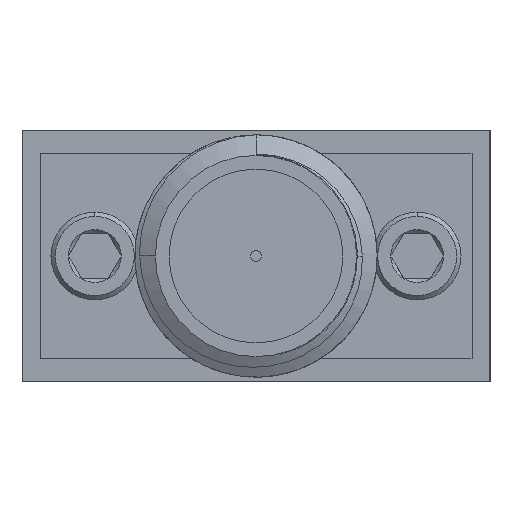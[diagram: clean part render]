
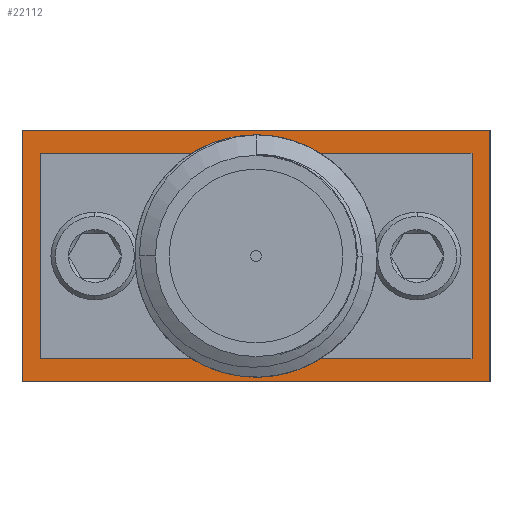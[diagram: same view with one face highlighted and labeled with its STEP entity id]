
A CAD part, left-side view. The second image highlights one B-rep face of the part: STEP entity #22112.
In plain terms, the highlighted planar face has unit normal (-1, 0, 0).
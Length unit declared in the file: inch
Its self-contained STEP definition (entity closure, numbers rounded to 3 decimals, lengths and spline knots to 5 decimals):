
#155 = EDGE_CURVE ( 'NONE', #24048, #40980, #31994, .T. ) ;
#491 = CARTESIAN_POINT ( 'NONE',  ( -3.15034, 0.34423, 0.98512 ) ) ;
#663 = LINE ( 'NONE', #15314, #12577 ) ;
#908 = ORIENTED_EDGE ( 'NONE', *, *, #14593, .T. ) ;
#1406 = DIRECTION ( 'NONE',  ( 1., 0., 0. ) ) ;
#1878 = DIRECTION ( 'NONE',  ( 0., 0., 1. ) ) ;
#2175 = EDGE_CURVE ( 'NONE', #36885, #48628, #11257, .T. ) ;
#2519 = ORIENTED_EDGE ( 'NONE', *, *, #3196, .F. ) ;
#2861 = CIRCLE ( 'NONE', #28932, 0.045 ) ;
#3194 = DIRECTION ( 'NONE',  ( 0., 0., 1. ) ) ;
#3196 = EDGE_CURVE ( 'NONE', #48628, #4782, #44386, .T. ) ;
#3381 = CARTESIAN_POINT ( 'NONE',  ( -3.15034, 0.16801, 0.91012 ) ) ;
#4239 = VERTEX_POINT ( 'NONE', #6634 ) ;
#4782 = VERTEX_POINT ( 'NONE', #34570 ) ;
#4970 = ORIENTED_EDGE ( 'NONE', *, *, #43259, .T. ) ;
#5534 = ORIENTED_EDGE ( 'NONE', *, *, #36121, .T. ) ;
#6145 = EDGE_LOOP ( 'NONE', ( #35878, #4970 ) ) ;
#6604 = DIRECTION ( 'NONE',  ( 0., 0., -1. ) ) ;
#6634 = CARTESIAN_POINT ( 'NONE',  ( -3.15034, 0.42392, 0.84732 ) ) ;
#8168 = EDGE_LOOP ( 'NONE', ( #27807, #34112 ) ) ;
#8272 = DIRECTION ( 'NONE',  ( 1., 0., 0. ) ) ;
#11257 = LINE ( 'NONE', #34295, #13985 ) ;
#12260 = CARTESIAN_POINT ( 'NONE',  ( -3.15034, 0.42392, 1.12291 ) ) ;
#12493 = FACE_OUTER_BOUND ( 'NONE', #40595, .T. ) ;
#12577 = VECTOR ( 'NONE', #15561, 39.37008 ) ;
#12723 = ORIENTED_EDGE ( 'NONE', *, *, #2175, .F. ) ;
#12981 = CARTESIAN_POINT ( 'NONE',  ( -3.15034, 0.16801, 0.98512 ) ) ;
#13985 = VECTOR ( 'NONE', #33545, 39.37008 ) ;
#14146 = CARTESIAN_POINT ( 'NONE',  ( -3.15034, 0.16801, 1.06012 ) ) ;
#14593 = EDGE_CURVE ( 'NONE', #4239, #4782, #663, .T. ) ;
#15314 = CARTESIAN_POINT ( 'NONE',  ( -3.15034, 0.42392, 0.84732 ) ) ;
#15561 = DIRECTION ( 'NONE',  ( 0., -1., 0. ) ) ;
#16215 = FACE_BOUND ( 'NONE', #39816, .T. ) ;
#16296 = CARTESIAN_POINT ( 'NONE',  ( -3.15034, 0.34423, 1.03012 ) ) ;
#16538 = DIRECTION ( 'NONE',  ( 0., 0., -1. ) ) ;
#16673 = DIRECTION ( 'NONE',  ( 0., 0., -1. ) ) ;
#18558 = ORIENTED_EDGE ( 'NONE', *, *, #31708, .T. ) ;
#19178 = DIRECTION ( 'NONE',  ( 0., 0., -1. ) ) ;
#19273 = EDGE_CURVE ( 'NONE', #32583, #27390, #2861, .T. ) ;
#20299 = AXIS2_PLACEMENT_3D ( 'NONE', #12981, #24590, #16673 ) ;
#20499 = EDGE_CURVE ( 'NONE', #23366, #29679, #37684, .T. ) ;
#20594 = VECTOR ( 'NONE', #40354, 39.37008 ) ;
#21368 = CARTESIAN_POINT ( 'NONE',  ( -3.15034, 0.34423, 0.94012 ) ) ;
#22112 = ADVANCED_FACE ( 'NONE', ( #41980, #16215, #27109, #12493 ), #23892, .F. ) ;
#22758 = CARTESIAN_POINT ( 'NONE',  ( -3.15034, -0.00821, 0.98512 ) ) ;
#22811 = CARTESIAN_POINT ( 'NONE',  ( -3.15034, 0.42392, 1.12291 ) ) ;
#23289 = DIRECTION ( 'NONE',  ( 0., 0., -1. ) ) ;
#23366 = VERTEX_POINT ( 'NONE', #14146 ) ;
#23761 = DIRECTION ( 'NONE',  ( 1., 0., 0. ) ) ;
#23892 = PLANE ( 'NONE',  #29938 ) ;
#24048 = VERTEX_POINT ( 'NONE', #16296 ) ;
#24590 = DIRECTION ( 'NONE',  ( 1., 0., 0. ) ) ;
#26752 = DIRECTION ( 'NONE',  ( 0., 0., -1. ) ) ;
#27109 = FACE_BOUND ( 'NONE', #6145, .T. ) ;
#27378 = VECTOR ( 'NONE', #26752, 39.37008 ) ;
#27390 = VERTEX_POINT ( 'NONE', #30388 ) ;
#27468 = CARTESIAN_POINT ( 'NONE',  ( -3.15034, -0.00821, 0.98512 ) ) ;
#27767 = AXIS2_PLACEMENT_3D ( 'NONE', #491, #23761, #23289 ) ;
#27807 = ORIENTED_EDGE ( 'NONE', *, *, #19273, .T. ) ;
#28844 = AXIS2_PLACEMENT_3D ( 'NONE', #31601, #1406, #16538 ) ;
#28932 = AXIS2_PLACEMENT_3D ( 'NONE', #27468, #38840, #1878 ) ;
#29679 = VERTEX_POINT ( 'NONE', #3381 ) ;
#29938 = AXIS2_PLACEMENT_3D ( 'NONE', #12260, #8272, #19178 ) ;
#30388 = CARTESIAN_POINT ( 'NONE',  ( -3.15034, -0.00821, 0.94012 ) ) ;
#31601 = CARTESIAN_POINT ( 'NONE',  ( -3.15034, 0.34423, 0.98512 ) ) ;
#31708 = EDGE_CURVE ( 'NONE', #40980, #24048, #34092, .T. ) ;
#31994 = CIRCLE ( 'NONE', #28844, 0.045 ) ;
#32583 = VERTEX_POINT ( 'NONE', #47061 ) ;
#32856 = CARTESIAN_POINT ( 'NONE',  ( -3.15034, 0.16801, 0.98512 ) ) ;
#33048 = EDGE_CURVE ( 'NONE', #27390, #32583, #34347, .T. ) ;
#33545 = DIRECTION ( 'NONE',  ( 0., -1., 0. ) ) ;
#34092 = CIRCLE ( 'NONE', #27767, 0.045 ) ;
#34112 = ORIENTED_EDGE ( 'NONE', *, *, #33048, .T. ) ;
#34295 = CARTESIAN_POINT ( 'NONE',  ( -3.15034, 0.42392, 1.12291 ) ) ;
#34347 = CIRCLE ( 'NONE', #40629, 0.045 ) ;
#34380 = CARTESIAN_POINT ( 'NONE',  ( -3.15034, 0.42392, 1.12291 ) ) ;
#34570 = CARTESIAN_POINT ( 'NONE',  ( -3.15034, -0.08789, 0.84732 ) ) ;
#35878 = ORIENTED_EDGE ( 'NONE', *, *, #20499, .T. ) ;
#36085 = DIRECTION ( 'NONE',  ( 1., 0., 0. ) ) ;
#36121 = EDGE_CURVE ( 'NONE', #36885, #4239, #37638, .T. ) ;
#36885 = VERTEX_POINT ( 'NONE', #34380 ) ;
#37638 = LINE ( 'NONE', #22811, #27378 ) ;
#37684 = CIRCLE ( 'NONE', #20299, 0.075 ) ;
#37822 = DIRECTION ( 'NONE',  ( 1., 0., 0. ) ) ;
#38012 = AXIS2_PLACEMENT_3D ( 'NONE', #32856, #36085, #6604 ) ;
#38840 = DIRECTION ( 'NONE',  ( 1., 0., 0. ) ) ;
#39816 = EDGE_LOOP ( 'NONE', ( #48087, #18558 ) ) ;
#40354 = DIRECTION ( 'NONE',  ( 0., 0., -1. ) ) ;
#40595 = EDGE_LOOP ( 'NONE', ( #908, #2519, #12723, #5534 ) ) ;
#40629 = AXIS2_PLACEMENT_3D ( 'NONE', #22758, #37822, #3194 ) ;
#40980 = VERTEX_POINT ( 'NONE', #21368 ) ;
#41471 = CARTESIAN_POINT ( 'NONE',  ( -3.15034, -0.08789, 1.12291 ) ) ;
#41980 = FACE_BOUND ( 'NONE', #8168, .T. ) ;
#43259 = EDGE_CURVE ( 'NONE', #29679, #23366, #43564, .T. ) ;
#43564 = CIRCLE ( 'NONE', #38012, 0.075 ) ;
#44386 = LINE ( 'NONE', #47610, #20594 ) ;
#47061 = CARTESIAN_POINT ( 'NONE',  ( -3.15034, -0.00821, 1.03012 ) ) ;
#47610 = CARTESIAN_POINT ( 'NONE',  ( -3.15034, -0.08789, 1.12291 ) ) ;
#48087 = ORIENTED_EDGE ( 'NONE', *, *, #155, .T. ) ;
#48628 = VERTEX_POINT ( 'NONE', #41471 ) ;
